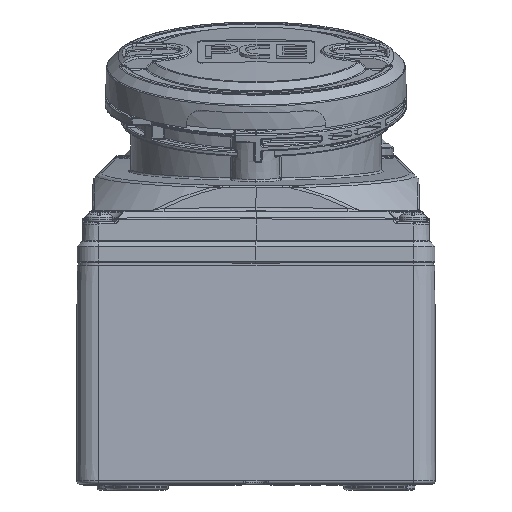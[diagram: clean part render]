
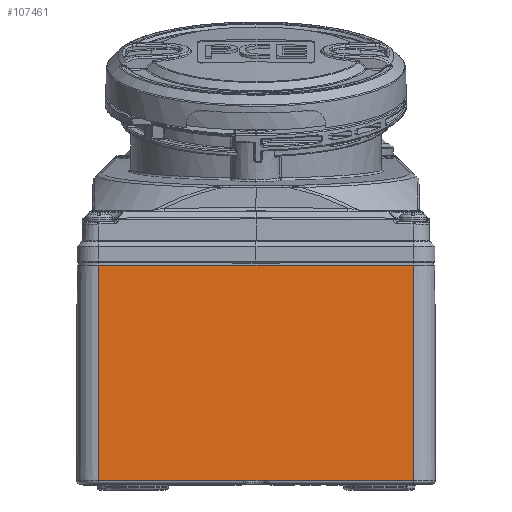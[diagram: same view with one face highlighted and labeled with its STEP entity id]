
A CAD part, left-side view. The second image highlights one B-rep face of the part: STEP entity #107461.
In plain terms, the highlighted planar face has unit normal (-1, 0, 0.004).
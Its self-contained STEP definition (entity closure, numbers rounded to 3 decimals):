
#1905 = CARTESIAN_POINT ( 'NONE',  ( -90., -39.5, 55.1 ) ) ;
#6640 = PLANE ( 'NONE',  #100916 ) ;
#7577 = CARTESIAN_POINT ( 'NONE',  ( -90., 39.5, 55.1 ) ) ;
#17796 = DIRECTION ( 'NONE',  ( 0.003, 0., 1. ) ) ;
#19368 = VERTEX_POINT ( 'NONE', #123952 ) ;
#22521 = EDGE_CURVE ( 'NONE', #113734, #106648, #128089, .T. ) ;
#28276 = CARTESIAN_POINT ( 'NONE',  ( -90.19, -39.5, 0.8 ) ) ;
#29325 = CARTESIAN_POINT ( 'NONE',  ( -90., -39.5, 55.1 ) ) ;
#31006 = VECTOR ( 'NONE', #35861, 1000. ) ;
#35185 = VECTOR ( 'NONE', #36970, 1000. ) ;
#35861 = DIRECTION ( 'NONE',  ( -0.003, 0., -1. ) ) ;
#36970 = DIRECTION ( 'NONE',  ( 0., 1., 0. ) ) ;
#41271 = VECTOR ( 'NONE', #69012, 1000. ) ;
#45481 = LINE ( 'NONE', #7577, #45592 ) ;
#45592 = VECTOR ( 'NONE', #61939, 1000. ) ;
#50347 = CARTESIAN_POINT ( 'NONE',  ( -90., 39.5, 55.1 ) ) ;
#57804 = CARTESIAN_POINT ( 'NONE',  ( -90., 39.5, 55.1 ) ) ;
#58065 = EDGE_CURVE ( 'NONE', #81462, #19368, #45481, .T. ) ;
#61939 = DIRECTION ( 'NONE',  ( -0.003, 0., -1. ) ) ;
#68278 = ORIENTED_EDGE ( 'NONE', *, *, #58065, .T. ) ;
#69012 = DIRECTION ( 'NONE',  ( 0., -1., 0. ) ) ;
#72309 = ORIENTED_EDGE ( 'NONE', *, *, #125517, .F. ) ;
#81462 = VERTEX_POINT ( 'NONE', #142259 ) ;
#84364 = DIRECTION ( 'NONE',  ( -1., 0., 0.003 ) ) ;
#100916 = AXIS2_PLACEMENT_3D ( 'NONE', #50347, #84364, #17796 ) ;
#106648 = VERTEX_POINT ( 'NONE', #28276 ) ;
#107461 = ADVANCED_FACE ( 'NONE', ( #144334 ), #6640, .T. ) ;
#108374 = ORIENTED_EDGE ( 'NONE', *, *, #22521, .F. ) ;
#113734 = VERTEX_POINT ( 'NONE', #29325 ) ;
#117125 = LINE ( 'NONE', #125541, #35185 ) ;
#121229 = LINE ( 'NONE', #57804, #41271 ) ;
#123952 = CARTESIAN_POINT ( 'NONE',  ( -90.19, 39.5, 0.8 ) ) ;
#125058 = ORIENTED_EDGE ( 'NONE', *, *, #134388, .F. ) ;
#125517 = EDGE_CURVE ( 'NONE', #81462, #113734, #121229, .T. ) ;
#125541 = CARTESIAN_POINT ( 'NONE',  ( -90.19, 39.5, 0.8 ) ) ;
#128089 = LINE ( 'NONE', #1905, #31006 ) ;
#134388 = EDGE_CURVE ( 'NONE', #106648, #19368, #117125, .T. ) ;
#138345 = EDGE_LOOP ( 'NONE', ( #68278, #125058, #108374, #72309 ) ) ;
#142259 = CARTESIAN_POINT ( 'NONE',  ( -90., 39.5, 55.1 ) ) ;
#144334 = FACE_OUTER_BOUND ( 'NONE', #138345, .T. ) ;
